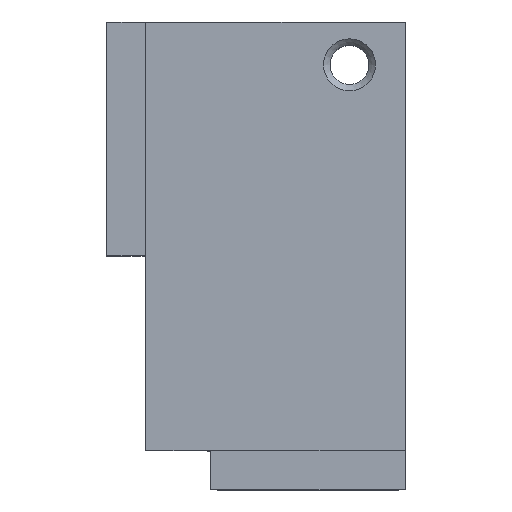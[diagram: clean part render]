
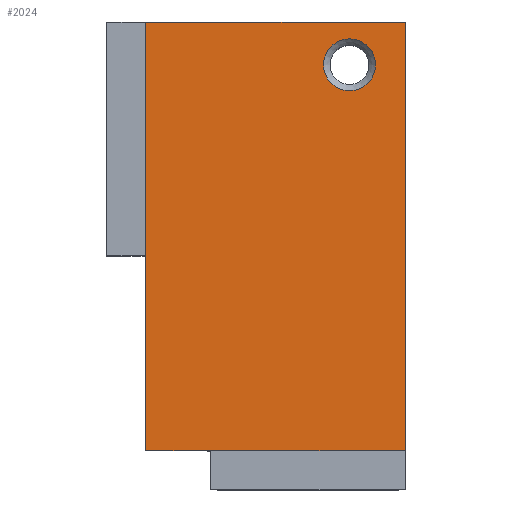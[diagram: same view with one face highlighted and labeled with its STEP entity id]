
A CAD part, top view. The second image highlights one B-rep face of the part: STEP entity #2024.
In plain terms, the highlighted planar face has unit normal (0, 0, 1).
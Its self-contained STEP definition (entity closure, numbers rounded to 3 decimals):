
#79 = PLANE('',#80);
#80 = AXIS2_PLACEMENT_3D('',#81,#82,#83);
#81 = CARTESIAN_POINT('',(0.,0.,0.));
#82 = DIRECTION('',(-0.,-1.,-0.));
#83 = DIRECTION('',(0.,0.,1.));
#354 = PLANE('',#355);
#355 = AXIS2_PLACEMENT_3D('',#356,#357,#358);
#356 = CARTESIAN_POINT('',(20.,0.,0.));
#357 = DIRECTION('',(-1.,-0.,-0.));
#358 = DIRECTION('',(0.,-1.,0.));
#382 = PLANE('',#383);
#383 = AXIS2_PLACEMENT_3D('',#384,#385,#386);
#384 = CARTESIAN_POINT('',(20.,33.,0.));
#385 = DIRECTION('',(-0.,-1.,-0.));
#386 = DIRECTION('',(1.,0.,0.));
#655 = PLANE('',#656);
#656 = AXIS2_PLACEMENT_3D('',#657,#658,#659);
#657 = CARTESIAN_POINT('',(0.,0.,0.));
#658 = DIRECTION('',(1.,0.,0.));
#659 = DIRECTION('',(0.,0.,1.));
#727 = VERTEX_POINT('',#728);
#728 = CARTESIAN_POINT('',(0.,0.,0.));
#749 = EDGE_CURVE('',#727,#750,#752,.T.);
#750 = VERTEX_POINT('',#751);
#751 = CARTESIAN_POINT('',(5.,0.,0.));
#752 = SURFACE_CURVE('',#753,(#757,#764),.PCURVE_S1.);
#753 = LINE('',#754,#755);
#754 = CARTESIAN_POINT('',(0.,0.,0.));
#755 = VECTOR('',#756,1.);
#756 = DIRECTION('',(1.,0.,0.));
#757 = PCURVE('',#79,#758);
#758 = DEFINITIONAL_REPRESENTATION('',(#759),#763);
#759 = LINE('',#760,#761);
#760 = CARTESIAN_POINT('',(-0.,-0.));
#761 = VECTOR('',#762,1.);
#762 = DIRECTION('',(-0.,-1.));
#763 = ( GEOMETRIC_REPRESENTATION_CONTEXT(2) 
PARAMETRIC_REPRESENTATION_CONTEXT() REPRESENTATION_CONTEXT('2D SPACE',''
  ) );
#764 = PCURVE('',#765,#770);
#765 = PLANE('',#766);
#766 = AXIS2_PLACEMENT_3D('',#767,#768,#769);
#767 = CARTESIAN_POINT('',(10.39,17.404,0.));
#768 = DIRECTION('',(-0.,-0.,-1.));
#769 = DIRECTION('',(-1.,0.,0.));
#770 = DEFINITIONAL_REPRESENTATION('',(#771),#775);
#771 = LINE('',#772,#773);
#772 = CARTESIAN_POINT('',(10.39,-17.404));
#773 = VECTOR('',#774,1.);
#774 = DIRECTION('',(-1.,0.));
#775 = ( GEOMETRIC_REPRESENTATION_CONTEXT(2) 
PARAMETRIC_REPRESENTATION_CONTEXT() REPRESENTATION_CONTEXT('2D SPACE',''
  ) );
#1212 = VERTEX_POINT('',#1213);
#1213 = CARTESIAN_POINT('',(20.,0.,0.));
#1229 = PLANE('',#1230);
#1230 = AXIS2_PLACEMENT_3D('',#1231,#1232,#1233);
#1231 = CARTESIAN_POINT('',(0.,0.,0.));
#1232 = DIRECTION('',(-0.,-0.,-1.));
#1233 = DIRECTION('',(-1.,0.,0.));
#1318 = VERTEX_POINT('',#1319);
#1319 = CARTESIAN_POINT('',(20.,33.,0.));
#1340 = EDGE_CURVE('',#1212,#1318,#1341,.T.);
#1341 = SURFACE_CURVE('',#1342,(#1346,#1353),.PCURVE_S1.);
#1342 = LINE('',#1343,#1344);
#1343 = CARTESIAN_POINT('',(20.,0.,0.));
#1344 = VECTOR('',#1345,1.);
#1345 = DIRECTION('',(0.,1.,0.));
#1346 = PCURVE('',#354,#1347);
#1347 = DEFINITIONAL_REPRESENTATION('',(#1348),#1352);
#1348 = LINE('',#1349,#1350);
#1349 = CARTESIAN_POINT('',(-0.,0.));
#1350 = VECTOR('',#1351,1.);
#1351 = DIRECTION('',(-1.,0.));
#1352 = ( GEOMETRIC_REPRESENTATION_CONTEXT(2) 
PARAMETRIC_REPRESENTATION_CONTEXT() REPRESENTATION_CONTEXT('2D SPACE',''
  ) );
#1353 = PCURVE('',#765,#1354);
#1354 = DEFINITIONAL_REPRESENTATION('',(#1355),#1359);
#1355 = LINE('',#1356,#1357);
#1356 = CARTESIAN_POINT('',(-9.61,-17.404));
#1357 = VECTOR('',#1358,1.);
#1358 = DIRECTION('',(-0.,1.));
#1359 = ( GEOMETRIC_REPRESENTATION_CONTEXT(2) 
PARAMETRIC_REPRESENTATION_CONTEXT() REPRESENTATION_CONTEXT('2D SPACE',''
  ) );
#1367 = VERTEX_POINT('',#1368);
#1368 = CARTESIAN_POINT('',(0.,33.,0.));
#1389 = EDGE_CURVE('',#1318,#1367,#1390,.T.);
#1390 = SURFACE_CURVE('',#1391,(#1395,#1402),.PCURVE_S1.);
#1391 = LINE('',#1392,#1393);
#1392 = CARTESIAN_POINT('',(20.,33.,0.));
#1393 = VECTOR('',#1394,1.);
#1394 = DIRECTION('',(-1.,-0.,-0.));
#1395 = PCURVE('',#382,#1396);
#1396 = DEFINITIONAL_REPRESENTATION('',(#1397),#1401);
#1397 = LINE('',#1398,#1399);
#1398 = CARTESIAN_POINT('',(0.,-0.));
#1399 = VECTOR('',#1400,1.);
#1400 = DIRECTION('',(-1.,0.));
#1401 = ( GEOMETRIC_REPRESENTATION_CONTEXT(2) 
PARAMETRIC_REPRESENTATION_CONTEXT() REPRESENTATION_CONTEXT('2D SPACE',''
  ) );
#1402 = PCURVE('',#765,#1403);
#1403 = DEFINITIONAL_REPRESENTATION('',(#1404),#1408);
#1404 = LINE('',#1405,#1406);
#1405 = CARTESIAN_POINT('',(-9.61,15.596));
#1406 = VECTOR('',#1407,1.);
#1407 = DIRECTION('',(1.,-0.));
#1408 = ( GEOMETRIC_REPRESENTATION_CONTEXT(2) 
PARAMETRIC_REPRESENTATION_CONTEXT() REPRESENTATION_CONTEXT('2D SPACE',''
  ) );
#1429 = PLANE('',#1430);
#1430 = AXIS2_PLACEMENT_3D('',#1431,#1432,#1433);
#1431 = CARTESIAN_POINT('',(0.,33.,0.));
#1432 = DIRECTION('',(-0.,-0.,-1.));
#1433 = DIRECTION('',(0.,1.,0.));
#1925 = EDGE_CURVE('',#1926,#727,#1928,.T.);
#1926 = VERTEX_POINT('',#1927);
#1927 = CARTESIAN_POINT('',(0.,15.,0.));
#1928 = SURFACE_CURVE('',#1929,(#1933,#1940),.PCURVE_S1.);
#1929 = LINE('',#1930,#1931);
#1930 = CARTESIAN_POINT('',(0.,33.,0.));
#1931 = VECTOR('',#1932,1.);
#1932 = DIRECTION('',(-0.,-1.,-0.));
#1933 = PCURVE('',#655,#1934);
#1934 = DEFINITIONAL_REPRESENTATION('',(#1935),#1939);
#1935 = LINE('',#1936,#1937);
#1936 = CARTESIAN_POINT('',(-0.,-33.));
#1937 = VECTOR('',#1938,1.);
#1938 = DIRECTION('',(-0.,1.));
#1939 = ( GEOMETRIC_REPRESENTATION_CONTEXT(2) 
PARAMETRIC_REPRESENTATION_CONTEXT() REPRESENTATION_CONTEXT('2D SPACE',''
  ) );
#1940 = PCURVE('',#765,#1941);
#1941 = DEFINITIONAL_REPRESENTATION('',(#1942),#1946);
#1942 = LINE('',#1943,#1944);
#1943 = CARTESIAN_POINT('',(10.39,15.596));
#1944 = VECTOR('',#1945,1.);
#1945 = DIRECTION('',(-0.,-1.));
#1946 = ( GEOMETRIC_REPRESENTATION_CONTEXT(2) 
PARAMETRIC_REPRESENTATION_CONTEXT() REPRESENTATION_CONTEXT('2D SPACE',''
  ) );
#2013 = CONICAL_SURFACE('',#2014,1.5,0.785);
#2014 = AXIS2_PLACEMENT_3D('',#2015,#2016,#2017);
#2015 = CARTESIAN_POINT('',(15.7,29.7,-0.5));
#2016 = DIRECTION('',(-0.,-0.,1.));
#2017 = DIRECTION('',(1.,-0.,-0.));
#2024 = ADVANCED_FACE('',(#2025,#2055),#765,.F.);
#2025 = FACE_BOUND('',#2026,.T.);
#2026 = EDGE_LOOP('',(#2027));
#2027 = ORIENTED_EDGE('',*,*,#2028,.F.);
#2028 = EDGE_CURVE('',#2029,#2029,#2031,.T.);
#2029 = VERTEX_POINT('',#2030);
#2030 = CARTESIAN_POINT('',(17.7,29.7,0.));
#2031 = SURFACE_CURVE('',#2032,(#2037,#2048),.PCURVE_S1.);
#2032 = CIRCLE('',#2033,2.);
#2033 = AXIS2_PLACEMENT_3D('',#2034,#2035,#2036);
#2034 = CARTESIAN_POINT('',(15.7,29.7,0.));
#2035 = DIRECTION('',(0.,0.,1.));
#2036 = DIRECTION('',(1.,-0.,-0.));
#2037 = PCURVE('',#765,#2038);
#2038 = DEFINITIONAL_REPRESENTATION('',(#2039),#2047);
#2039 = ( BOUNDED_CURVE() B_SPLINE_CURVE(2,(#2040,#2041,#2042,#2043,
#2044,#2045,#2046),.UNSPECIFIED.,.T.,.F.) B_SPLINE_CURVE_WITH_KNOTS((1,2
    ,2,2,2,1),(-2.094,0.,2.094,4.189,
6.283,8.378),.UNSPECIFIED.) CURVE() 
GEOMETRIC_REPRESENTATION_ITEM() RATIONAL_B_SPLINE_CURVE((1.,0.5,1.,0.5,
1.,0.5,1.)) REPRESENTATION_ITEM('') );
#2040 = CARTESIAN_POINT('',(-7.31,12.296));
#2041 = CARTESIAN_POINT('',(-7.31,15.76));
#2042 = CARTESIAN_POINT('',(-4.31,14.028));
#2043 = CARTESIAN_POINT('',(-1.31,12.296));
#2044 = CARTESIAN_POINT('',(-4.31,10.564));
#2045 = CARTESIAN_POINT('',(-7.31,8.832));
#2046 = CARTESIAN_POINT('',(-7.31,12.296));
#2047 = ( GEOMETRIC_REPRESENTATION_CONTEXT(2) 
PARAMETRIC_REPRESENTATION_CONTEXT() REPRESENTATION_CONTEXT('2D SPACE',''
  ) );
#2048 = PCURVE('',#2013,#2049);
#2049 = DEFINITIONAL_REPRESENTATION('',(#2050),#2054);
#2050 = LINE('',#2051,#2052);
#2051 = CARTESIAN_POINT('',(0.,0.5));
#2052 = VECTOR('',#2053,1.);
#2053 = DIRECTION('',(1.,0.));
#2054 = ( GEOMETRIC_REPRESENTATION_CONTEXT(2) 
PARAMETRIC_REPRESENTATION_CONTEXT() REPRESENTATION_CONTEXT('2D SPACE',''
  ) );
#2055 = FACE_BOUND('',#2056,.T.);
#2056 = EDGE_LOOP('',(#2057,#2058,#2079,#2080,#2081,#2102));
#2057 = ORIENTED_EDGE('',*,*,#749,.T.);
#2058 = ORIENTED_EDGE('',*,*,#2059,.T.);
#2059 = EDGE_CURVE('',#750,#1212,#2060,.T.);
#2060 = SURFACE_CURVE('',#2061,(#2065,#2072),.PCURVE_S1.);
#2061 = LINE('',#2062,#2063);
#2062 = CARTESIAN_POINT('',(0.,0.,0.));
#2063 = VECTOR('',#2064,1.);
#2064 = DIRECTION('',(1.,0.,0.));
#2065 = PCURVE('',#765,#2066);
#2066 = DEFINITIONAL_REPRESENTATION('',(#2067),#2071);
#2067 = LINE('',#2068,#2069);
#2068 = CARTESIAN_POINT('',(10.39,-17.404));
#2069 = VECTOR('',#2070,1.);
#2070 = DIRECTION('',(-1.,0.));
#2071 = ( GEOMETRIC_REPRESENTATION_CONTEXT(2) 
PARAMETRIC_REPRESENTATION_CONTEXT() REPRESENTATION_CONTEXT('2D SPACE',''
  ) );
#2072 = PCURVE('',#1229,#2073);
#2073 = DEFINITIONAL_REPRESENTATION('',(#2074),#2078);
#2074 = LINE('',#2075,#2076);
#2075 = CARTESIAN_POINT('',(-0.,0.));
#2076 = VECTOR('',#2077,1.);
#2077 = DIRECTION('',(-1.,0.));
#2078 = ( GEOMETRIC_REPRESENTATION_CONTEXT(2) 
PARAMETRIC_REPRESENTATION_CONTEXT() REPRESENTATION_CONTEXT('2D SPACE',''
  ) );
#2079 = ORIENTED_EDGE('',*,*,#1340,.T.);
#2080 = ORIENTED_EDGE('',*,*,#1389,.T.);
#2081 = ORIENTED_EDGE('',*,*,#2082,.T.);
#2082 = EDGE_CURVE('',#1367,#1926,#2083,.T.);
#2083 = SURFACE_CURVE('',#2084,(#2088,#2095),.PCURVE_S1.);
#2084 = LINE('',#2085,#2086);
#2085 = CARTESIAN_POINT('',(0.,33.,0.));
#2086 = VECTOR('',#2087,1.);
#2087 = DIRECTION('',(-0.,-1.,-0.));
#2088 = PCURVE('',#765,#2089);
#2089 = DEFINITIONAL_REPRESENTATION('',(#2090),#2094);
#2090 = LINE('',#2091,#2092);
#2091 = CARTESIAN_POINT('',(10.39,15.596));
#2092 = VECTOR('',#2093,1.);
#2093 = DIRECTION('',(-0.,-1.));
#2094 = ( GEOMETRIC_REPRESENTATION_CONTEXT(2) 
PARAMETRIC_REPRESENTATION_CONTEXT() REPRESENTATION_CONTEXT('2D SPACE',''
  ) );
#2095 = PCURVE('',#1429,#2096);
#2096 = DEFINITIONAL_REPRESENTATION('',(#2097),#2101);
#2097 = LINE('',#2098,#2099);
#2098 = CARTESIAN_POINT('',(0.,-0.));
#2099 = VECTOR('',#2100,1.);
#2100 = DIRECTION('',(-1.,0.));
#2101 = ( GEOMETRIC_REPRESENTATION_CONTEXT(2) 
PARAMETRIC_REPRESENTATION_CONTEXT() REPRESENTATION_CONTEXT('2D SPACE',''
  ) );
#2102 = ORIENTED_EDGE('',*,*,#1925,.T.);
